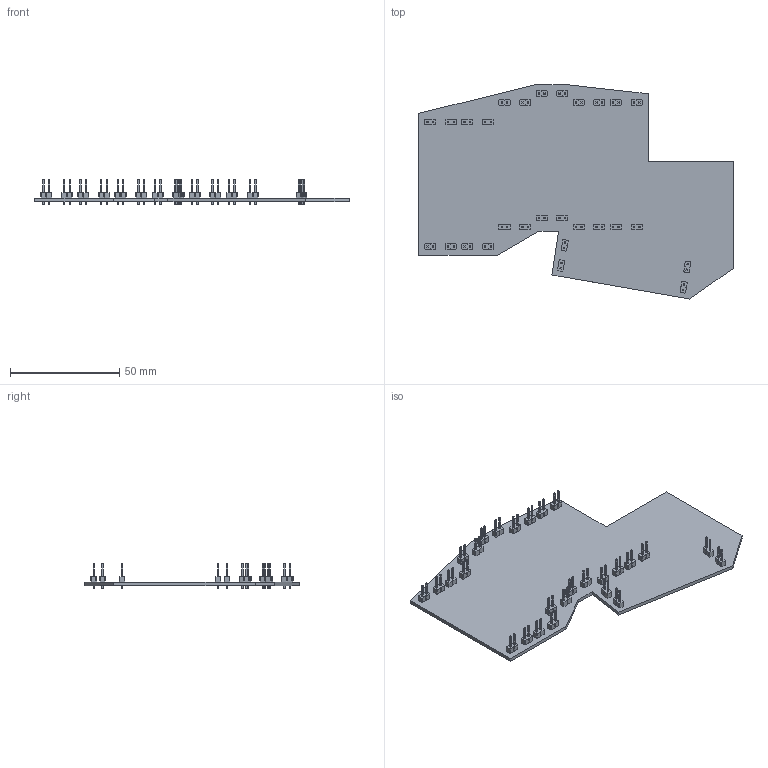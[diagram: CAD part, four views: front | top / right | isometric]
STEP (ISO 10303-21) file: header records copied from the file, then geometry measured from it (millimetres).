
FILE_DESCRIPTION(('KiCad electronic assembly'),'2;1');
FILE_NAME('jolt2-left.step','2024-12-09T17:10:04',('Pcbnew'),('Kicad'), 'Open CASCADE STEP processor 7.7','KiCad to STEP converter','Unknown' );
FILE_SCHEMA(('AUTOMOTIVE_DESIGN { 1 0 10303 214 1 1 1 1 }'));
Length unit declared in the file: millimetre
Products named in the file (4): jolt2-left 1; PinHeader_1x02_P2.54mm_Vertical; PinHeader_1x02_P254mm_Vertical; jolt2-left_PCB
Assembly tree (30 placements, depth 3):
  jolt2-left 1
    PinHeader_1x02_P2.54mm_Vertical  x28
      PinHeader_1x02_P254mm_Vertical
    jolt2-left_PCB
Bounding box: 144 x 98 x 11.54 mm (x, y, z)
Volume: 17709.9 mm3; surface area: 24824.9 mm2
Topology: 29 solids, 29 shells, 1527 faces, 3623 edges, 2266 vertices
Faces by surface type: plane 1471, cylinder 56
Full cylindrical faces by diameter (mm): 1 x56
Entity records: 4725 total; most frequent: DIRECTION 749, CARTESIAN_POINT 697, ORIENTED_EDGE 658, EDGE_CURVE 329, AXIS2_PLACEMENT_3D 266, FACE_BOUND 239, EDGE_LOOP 239, LINE 217
